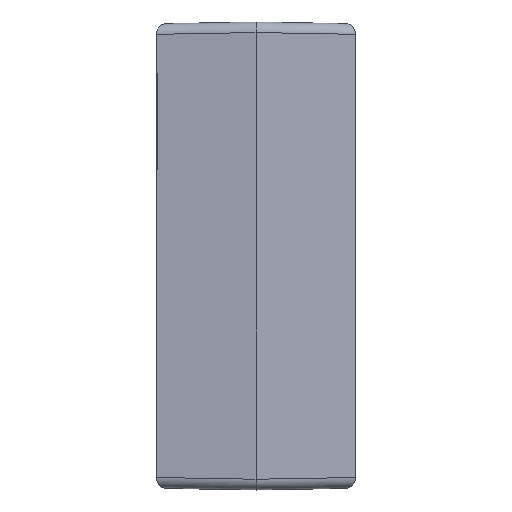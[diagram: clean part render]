
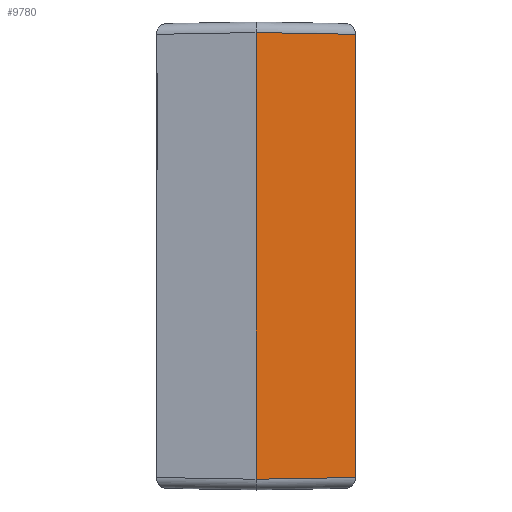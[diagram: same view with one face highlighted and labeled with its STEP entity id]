
A CAD part, top view. The second image highlights one B-rep face of the part: STEP entity #9780.
In plain terms, the highlighted planar face has unit normal (0.087, 0, 0.996).
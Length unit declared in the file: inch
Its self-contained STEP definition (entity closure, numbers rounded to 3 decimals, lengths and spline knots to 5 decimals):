
#893 = VECTOR ( 'NONE', #1662, 39.37008 ) ;
#933 = LINE ( 'NONE', #10377, #9197 ) ;
#1510 = LINE ( 'NONE', #2834, #893 ) ;
#1662 = DIRECTION ( 'NONE',  ( 0., -1., 0. ) ) ;
#2240 = DIRECTION ( 'NONE',  ( 0.087, 0., 0.996 ) ) ;
#2661 = VECTOR ( 'NONE', #11359, 39.37008 ) ;
#2834 = CARTESIAN_POINT ( 'NONE',  ( 0., 0., 0.24 ) ) ;
#3647 = VECTOR ( 'NONE', #6433, 39.37008 ) ;
#3985 = VERTEX_POINT ( 'NONE', #6601 ) ;
#4364 = VERTEX_POINT ( 'NONE', #13593 ) ;
#5638 = AXIS2_PLACEMENT_3D ( 'NONE', #8091, #2240, #10583 ) ;
#6111 = VERTEX_POINT ( 'NONE', #12135 ) ;
#6215 = ORIENTED_EDGE ( 'NONE', *, *, #11315, .T. ) ;
#6353 = CARTESIAN_POINT ( 'NONE',  ( 0.33064, -0.82491, 0.21107 ) ) ;
#6433 = DIRECTION ( 'NONE',  ( 0.996, 0.017, -0.087 ) ) ;
#6601 = CARTESIAN_POINT ( 'NONE',  ( 0.37, 0.82423, 0.20763 ) ) ;
#6602 = CARTESIAN_POINT ( 'NONE',  ( -0.00068, 0.8307, 0.24006 ) ) ;
#6636 = EDGE_CURVE ( 'NONE', #4364, #6111, #1510, .T. ) ;
#6679 = ORIENTED_EDGE ( 'NONE', *, *, #11013, .T. ) ;
#7758 = LINE ( 'NONE', #6353, #3647 ) ;
#7848 = CARTESIAN_POINT ( 'NONE',  ( 0.37, -0.82423, 0.20763 ) ) ;
#7944 = PLANE ( 'NONE',  #5638 ) ;
#8091 = CARTESIAN_POINT ( 'NONE',  ( 0., 0., 0.24 ) ) ;
#8354 = EDGE_LOOP ( 'NONE', ( #11539, #6215, #14884, #6679 ) ) ;
#9197 = VECTOR ( 'NONE', #15126, 39.37008 ) ;
#9780 = ADVANCED_FACE ( 'NONE', ( #15187 ), #7944, .T. ) ;
#10377 = CARTESIAN_POINT ( 'NONE',  ( 0.37, -0.87, 0.20763 ) ) ;
#10583 = DIRECTION ( 'NONE',  ( 0.996, 0., -0.087 ) ) ;
#10905 = VERTEX_POINT ( 'NONE', #7848 ) ;
#11013 = EDGE_CURVE ( 'NONE', #3985, #4364, #14787, .T. ) ;
#11315 = EDGE_CURVE ( 'NONE', #6111, #10905, #7758, .T. ) ;
#11359 = DIRECTION ( 'NONE',  ( -0.996, 0.017, 0.087 ) ) ;
#11539 = ORIENTED_EDGE ( 'NONE', *, *, #6636, .T. ) ;
#12135 = CARTESIAN_POINT ( 'NONE',  ( 0., -0.83068, 0.24 ) ) ;
#13593 = CARTESIAN_POINT ( 'NONE',  ( 0., 0.83068, 0.24 ) ) ;
#14787 = LINE ( 'NONE', #6602, #2661 ) ;
#14884 = ORIENTED_EDGE ( 'NONE', *, *, #15229, .T. ) ;
#15126 = DIRECTION ( 'NONE',  ( 0., 1., 0. ) ) ;
#15187 = FACE_OUTER_BOUND ( 'NONE', #8354, .T. ) ;
#15229 = EDGE_CURVE ( 'NONE', #10905, #3985, #933, .T. ) ;
